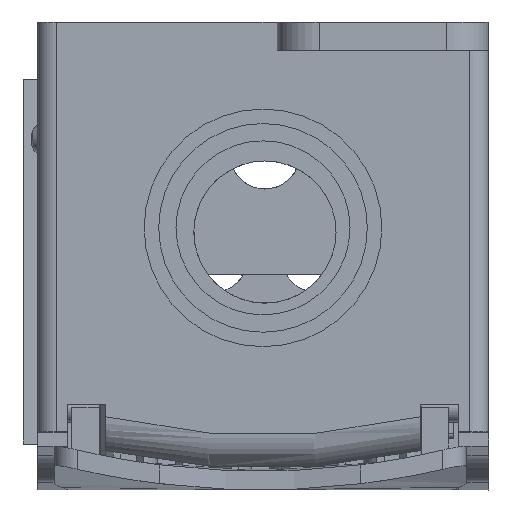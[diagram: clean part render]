
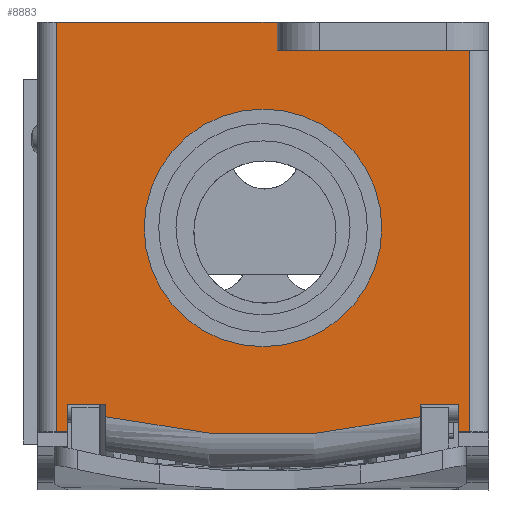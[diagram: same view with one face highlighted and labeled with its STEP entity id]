
A CAD part, front view. The second image highlights one B-rep face of the part: STEP entity #8883.
In plain terms, the highlighted planar face has unit normal (0, -1, 0).
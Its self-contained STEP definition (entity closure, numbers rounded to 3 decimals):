
#110=FACE_BOUND('',#1258,.T.);
#326=CIRCLE('',#9415,71.704);
#327=CIRCLE('',#9416,12.7);
#773=FACE_OUTER_BOUND('',#1257,.T.);
#1257=EDGE_LOOP('',(#5996,#5997,#5998,#5999,#6000,#6001,#6002,#6003,#6004,
#6005,#6006,#6007,#6008,#6009));
#1258=EDGE_LOOP('',(#6010));
#1941=LINE('',#12765,#2774);
#1942=LINE('',#12769,#2775);
#2016=LINE('',#12952,#2849);
#2017=LINE('',#12956,#2850);
#2026=LINE('',#12974,#2859);
#2088=LINE('',#13130,#2921);
#2095=LINE('',#13142,#2928);
#2096=LINE('',#13145,#2929);
#2097=LINE('',#13147,#2930);
#2098=LINE('',#13151,#2931);
#2099=LINE('',#13152,#2932);
#2100=LINE('',#13154,#2933);
#2101=LINE('',#13155,#2934);
#2774=VECTOR('',#10264,43.8);
#2775=VECTOR('',#10269,23.6);
#2849=VECTOR('',#10397,40.8);
#2850=VECTOR('',#10402,1.2);
#2859=VECTOR('',#10419,2.879);
#2921=VECTOR('',#10537,2.879);
#2928=VECTOR('',#10546,1.2);
#2929=VECTOR('',#10549,4.1);
#2930=VECTOR('',#10550,1.263);
#2931=VECTOR('',#10553,1.263);
#2932=VECTOR('',#10554,4.1);
#2933=VECTOR('',#10555,20.6);
#2934=VECTOR('',#10556,3.);
#3623=VERTEX_POINT('',#12762);
#3624=VERTEX_POINT('',#12764);
#3625=VERTEX_POINT('',#12768);
#3706=VERTEX_POINT('',#12949);
#3707=VERTEX_POINT('',#12951);
#3708=VERTEX_POINT('',#12955);
#3713=VERTEX_POINT('',#12973);
#3778=VERTEX_POINT('',#13127);
#3779=VERTEX_POINT('',#13129);
#3784=VERTEX_POINT('',#13144);
#3785=VERTEX_POINT('',#13146);
#3786=VERTEX_POINT('',#13148);
#3787=VERTEX_POINT('',#13150);
#3788=VERTEX_POINT('',#13153);
#3789=VERTEX_POINT('',#13156);
#4479=EDGE_CURVE('',#3624,#3623,#1941,.T.);
#4481=EDGE_CURVE('',#3625,#3624,#1942,.T.);
#4574=EDGE_CURVE('',#3707,#3706,#2016,.T.);
#4576=EDGE_CURVE('',#3708,#3707,#2017,.T.);
#4585=EDGE_CURVE('',#3713,#3708,#2026,.T.);
#4663=EDGE_CURVE('',#3778,#3779,#2088,.T.);
#4670=EDGE_CURVE('',#3623,#3779,#2095,.T.);
#4671=EDGE_CURVE('',#3778,#3784,#2096,.T.);
#4672=EDGE_CURVE('',#3784,#3785,#2097,.T.);
#4673=EDGE_CURVE('',#3786,#3785,#326,.T.);
#4674=EDGE_CURVE('',#3787,#3786,#2098,.T.);
#4675=EDGE_CURVE('',#3787,#3713,#2099,.T.);
#4676=EDGE_CURVE('',#3706,#3788,#2100,.T.);
#4677=EDGE_CURVE('',#3788,#3625,#2101,.T.);
#4678=EDGE_CURVE('',#3789,#3789,#327,.T.);
#5996=ORIENTED_EDGE('',*,*,#4670,.T.);
#5997=ORIENTED_EDGE('',*,*,#4663,.F.);
#5998=ORIENTED_EDGE('',*,*,#4671,.T.);
#5999=ORIENTED_EDGE('',*,*,#4672,.T.);
#6000=ORIENTED_EDGE('',*,*,#4673,.F.);
#6001=ORIENTED_EDGE('',*,*,#4674,.F.);
#6002=ORIENTED_EDGE('',*,*,#4675,.T.);
#6003=ORIENTED_EDGE('',*,*,#4585,.T.);
#6004=ORIENTED_EDGE('',*,*,#4576,.T.);
#6005=ORIENTED_EDGE('',*,*,#4574,.T.);
#6006=ORIENTED_EDGE('',*,*,#4676,.T.);
#6007=ORIENTED_EDGE('',*,*,#4677,.T.);
#6008=ORIENTED_EDGE('',*,*,#4481,.T.);
#6009=ORIENTED_EDGE('',*,*,#4479,.T.);
#6010=ORIENTED_EDGE('',*,*,#4678,.F.);
#8108=PLANE('',#9414);
#8883=ADVANCED_FACE('',(#773,#110),#8108,.T.);
#9414=AXIS2_PLACEMENT_3D('',#13143,#10547,#10548);
#9415=AXIS2_PLACEMENT_3D('',#13149,#10551,#10552);
#9416=AXIS2_PLACEMENT_3D('',#13157,#10557,#10558);
#10264=DIRECTION('',(0.,0.,-1.));
#10269=DIRECTION('',(-1.,0.,0.));
#10397=DIRECTION('',(0.,0.,1.));
#10402=DIRECTION('',(1.,0.,0.));
#10419=DIRECTION('',(0.,0.,-1.));
#10537=DIRECTION('',(0.,0.,-1.));
#10546=DIRECTION('',(1.,0.,0.));
#10547=DIRECTION('center_axis',(0.,-1.,0.));
#10548=DIRECTION('ref_axis',(0.,0.,1.));
#10549=DIRECTION('',(1.,0.,0.));
#10550=DIRECTION('',(0.,0.,-1.));
#10551=DIRECTION('center_axis',(0.,1.,0.));
#10552=DIRECTION('ref_axis',(0.234,0.,-0.972));
#10553=DIRECTION('',(0.,0.,-1.));
#10554=DIRECTION('',(1.,0.,0.));
#10555=DIRECTION('',(-1.,0.,0.));
#10556=DIRECTION('',(0.,0.,1.));
#10557=DIRECTION('center_axis',(0.,-1.,0.));
#10558=DIRECTION('ref_axis',(1.,0.,0.));
#12762=CARTESIAN_POINT('',(53.54,27.7,-53.31));
#12764=CARTESIAN_POINT('',(53.54,27.7,-9.51));
#12765=CARTESIAN_POINT('',(53.54,27.7,-9.51));
#12768=CARTESIAN_POINT('',(77.14,27.7,-9.51));
#12769=CARTESIAN_POINT('',(77.14,27.7,-9.51));
#12949=CARTESIAN_POINT('',(97.74,27.7,-12.51));
#12951=CARTESIAN_POINT('',(97.74,27.7,-53.31));
#12952=CARTESIAN_POINT('',(97.74,27.7,-53.31));
#12955=CARTESIAN_POINT('',(96.54,27.7,-53.31));
#12956=CARTESIAN_POINT('',(96.54,27.7,-53.31));
#12973=CARTESIAN_POINT('',(96.54,27.7,-50.431));
#12974=CARTESIAN_POINT('',(96.54,27.7,-50.431));
#13127=CARTESIAN_POINT('',(54.74,27.7,-50.431));
#13129=CARTESIAN_POINT('',(54.74,27.7,-53.31));
#13130=CARTESIAN_POINT('',(54.74,27.7,-50.431));
#13142=CARTESIAN_POINT('',(53.54,27.7,-53.31));
#13143=CARTESIAN_POINT('Origin',(51.54,27.7,-9.51));
#13144=CARTESIAN_POINT('',(58.84,27.7,-50.431));
#13145=CARTESIAN_POINT('',(54.74,27.7,-50.431));
#13146=CARTESIAN_POINT('',(58.84,27.7,-51.694));
#13147=CARTESIAN_POINT('',(58.84,27.7,-50.431));
#13148=CARTESIAN_POINT('',(92.44,27.7,-51.694));
#13149=CARTESIAN_POINT('Origin',(75.64,27.7,18.014));
#13150=CARTESIAN_POINT('',(92.44,27.7,-50.431));
#13151=CARTESIAN_POINT('',(92.44,27.7,-50.431));
#13152=CARTESIAN_POINT('',(92.44,27.7,-50.431));
#13153=CARTESIAN_POINT('',(77.14,27.7,-12.51));
#13154=CARTESIAN_POINT('',(97.74,27.7,-12.51));
#13155=CARTESIAN_POINT('',(77.14,27.7,-12.51));
#13156=CARTESIAN_POINT('',(62.94,27.7,-31.51));
#13157=CARTESIAN_POINT('Origin',(75.64,27.7,-31.51));
